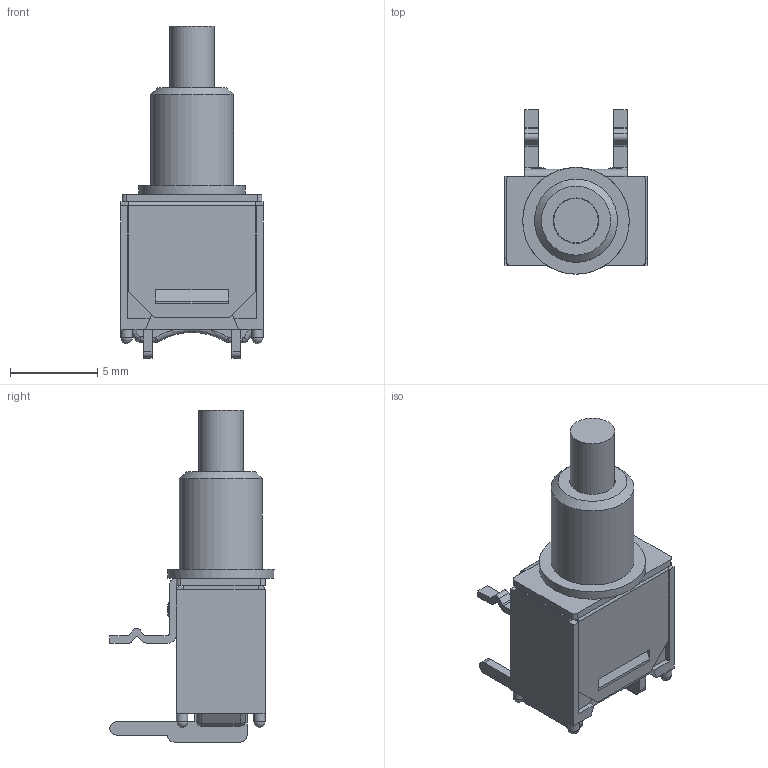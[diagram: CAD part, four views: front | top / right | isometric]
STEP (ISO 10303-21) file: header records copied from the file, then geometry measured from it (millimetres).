
FILE_DESCRIPTION(/* description */ (''),/* implementation_level */ '2;1');
FILE_NAME(/* name */ '800SPxB7M61xE.stp',/* time_stamp */ '2025-05-16T10:56:06-05:00',/* author */ ('mroman'),/* organization */ (''),/* preprocessor_version */ 'ST-DEVELOPER v18.1',/* originating_system */ 'Autodesk Inventor 2022',/* authorisation */ '');
FILE_SCHEMA (('AUTOMOTIVE_DESIGN { 1 0 10303 214 3 1 1 }'));
Length unit declared in the file: centimetre
Products named in the file (1): 800SPxB7M61xE
Bounding box: 8.13 x 9.4 x 18.99 mm (x, y, z)
Volume: 312.7 mm3; surface area: 928 mm2
Topology: 2 solids, 3 shells, 225 faces, 612 edges, 388 vertices
Faces by surface type: plane 151, cylinder 55, bspline 10, sphere 4, cone 3, torus 2
Full cylindrical faces by diameter (mm): 0.65 x4, 2.54 x1, 2.6 x1, 4.75 x1, 6.1 x1
Entity records: 7151 total; most frequent: CARTESIAN_POINT 1359, ORIENTED_EDGE 1218, DIRECTION 1191, EDGE_CURVE 609, LINE 455, VECTOR 455, VERTEX_POINT 388, AXIS2_PLACEMENT_3D 368
